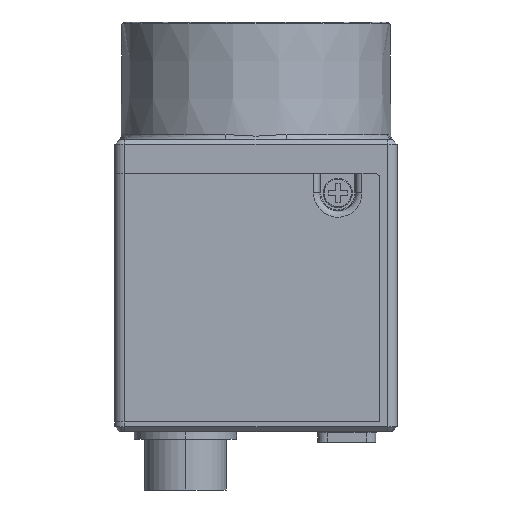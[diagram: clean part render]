
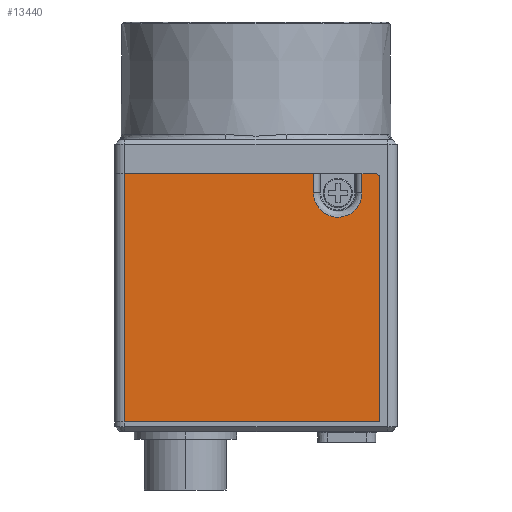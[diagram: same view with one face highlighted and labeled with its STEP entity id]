
A CAD part, left-side view. The second image highlights one B-rep face of the part: STEP entity #13440.
In plain terms, the highlighted planar face has unit normal (-1, 0, 0).
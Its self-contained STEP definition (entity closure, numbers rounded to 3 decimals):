
#2 = VECTOR ( 'NONE', #14278, 1000. ) ;
#612 = ORIENTED_EDGE ( 'NONE', *, *, #8502, .F. ) ;
#723 = DIRECTION ( 'NONE',  ( 0., 0., -1. ) ) ;
#881 = VERTEX_POINT ( 'NONE', #8895 ) ;
#966 = CARTESIAN_POINT ( 'NONE',  ( -14.5, -12.7, 9.132 ) ) ;
#1131 = VECTOR ( 'NONE', #8646, 1000. ) ;
#1154 = CARTESIAN_POINT ( 'NONE',  ( -14.5, -5.915, 7.382 ) ) ;
#1643 = CARTESIAN_POINT ( 'NONE',  ( -14.5, -10.885, 9.132 ) ) ;
#1696 = ORIENTED_EDGE ( 'NONE', *, *, #11253, .F. ) ;
#1701 = LINE ( 'NONE', #11623, #4928 ) ;
#1965 = AXIS2_PLACEMENT_3D ( 'NONE', #15155, #11590, #723 ) ;
#2040 = DIRECTION ( 'NONE',  ( 0., 0., 1. ) ) ;
#2167 = CARTESIAN_POINT ( 'NONE',  ( -14.5, -5.915, 7.382 ) ) ;
#2243 = LINE ( 'NONE', #966, #2730 ) ;
#2251 = DIRECTION ( 'NONE',  ( 0., 0., -1. ) ) ;
#2666 = ORIENTED_EDGE ( 'NONE', *, *, #8657, .F. ) ;
#2730 = VECTOR ( 'NONE', #11761, 1000. ) ;
#2755 = ORIENTED_EDGE ( 'NONE', *, *, #10575, .F. ) ;
#2757 = VECTOR ( 'NONE', #8442, 1000. ) ;
#2893 = DIRECTION ( 'NONE',  ( 0., 0., -1. ) ) ;
#3141 = VERTEX_POINT ( 'NONE', #15172 ) ;
#3179 = PLANE ( 'NONE',  #1965 ) ;
#3373 = CARTESIAN_POINT ( 'NONE',  ( -14.5, 13.5, 9.132 ) ) ;
#3735 = LINE ( 'NONE', #8719, #1131 ) ;
#3931 = VERTEX_POINT ( 'NONE', #12436 ) ;
#4097 = VERTEX_POINT ( 'NONE', #8069 ) ;
#4226 = AXIS2_PLACEMENT_3D ( 'NONE', #7393, #13117, #2251 ) ;
#4384 = CARTESIAN_POINT ( 'NONE',  ( -14.5, -10.885, 7.382 ) ) ;
#4546 =( BOUNDED_CURVE ( )  B_SPLINE_CURVE ( 3, ( #2167, #12718, #8112, #4384 ),
 .UNSPECIFIED., .F., .T. ) 
 B_SPLINE_CURVE_WITH_KNOTS ( ( 4, 4 ),
 ( 0., 1. ),
 .UNSPECIFIED. ) 
 CURVE ( )  GEOMETRIC_REPRESENTATION_ITEM ( )  RATIONAL_B_SPLINE_CURVE ( ( 1., 0.333, 0.333, 1. ) ) 
 REPRESENTATION_ITEM ( '' )  );
#4548 = ORIENTED_EDGE ( 'NONE', *, *, #9640, .F. ) ;
#4687 = CARTESIAN_POINT ( 'NONE',  ( -14.5, -5.915, 9.382 ) ) ;
#4928 = VECTOR ( 'NONE', #2893, 1000. ) ;
#5852 = LINE ( 'NONE', #14182, #8758 ) ;
#6083 = CARTESIAN_POINT ( 'NONE',  ( -14.5, 13.5, 9.382 ) ) ;
#7005 = VERTEX_POINT ( 'NONE', #9776 ) ;
#7393 = CARTESIAN_POINT ( 'NONE',  ( -14.5, -12.2, 8.882 ) ) ;
#8069 = CARTESIAN_POINT ( 'NONE',  ( -14.5, -12.2, 9.382 ) ) ;
#8112 = CARTESIAN_POINT ( 'NONE',  ( -14.5, -10.885, 2.412 ) ) ;
#8413 = VERTEX_POINT ( 'NONE', #4687 ) ;
#8442 = DIRECTION ( 'NONE',  ( 0., 0., 1. ) ) ;
#8502 = EDGE_CURVE ( 'NONE', #7005, #4097, #3735, .T. ) ;
#8646 = DIRECTION ( 'NONE',  ( 0., -1., 0. ) ) ;
#8657 = EDGE_CURVE ( 'NONE', #3141, #7005, #12512, .T. ) ;
#8719 = CARTESIAN_POINT ( 'NONE',  ( -14.5, -12.5, 9.382 ) ) ;
#8758 = VECTOR ( 'NONE', #13155, 1000. ) ;
#8895 = CARTESIAN_POINT ( 'NONE',  ( -14.5, -12.7, 8.882 ) ) ;
#9071 = EDGE_CURVE ( 'NONE', #8413, #15374, #1701, .T. ) ;
#9174 = VERTEX_POINT ( 'NONE', #12809 ) ;
#9396 = LINE ( 'NONE', #3373, #2757 ) ;
#9436 = CARTESIAN_POINT ( 'NONE',  ( -14.5, -12.5, -16.118 ) ) ;
#9640 = EDGE_CURVE ( 'NONE', #881, #3931, #2243, .T. ) ;
#9776 = CARTESIAN_POINT ( 'NONE',  ( -14.5, -10.885, 9.382 ) ) ;
#9921 = ORIENTED_EDGE ( 'NONE', *, *, #12325, .F. ) ;
#9981 = VECTOR ( 'NONE', #2040, 1000. ) ;
#10575 = EDGE_CURVE ( 'NONE', #9174, #11458, #9396, .T. ) ;
#10631 = LINE ( 'NONE', #9436, #2 ) ;
#11064 = CIRCLE ( 'NONE', #4226, 0.5 ) ;
#11253 = EDGE_CURVE ( 'NONE', #3931, #9174, #10631, .T. ) ;
#11458 = VERTEX_POINT ( 'NONE', #6083 ) ;
#11590 = DIRECTION ( 'NONE',  ( 1., 0., 0. ) ) ;
#11623 = CARTESIAN_POINT ( 'NONE',  ( -14.5, -5.915, 9.132 ) ) ;
#11669 = FACE_OUTER_BOUND ( 'NONE', #13043, .T. ) ;
#11761 = DIRECTION ( 'NONE',  ( 0., 0., -1. ) ) ;
#11776 = ORIENTED_EDGE ( 'NONE', *, *, #13214, .F. ) ;
#12325 = EDGE_CURVE ( 'NONE', #11458, #8413, #5852, .T. ) ;
#12436 = CARTESIAN_POINT ( 'NONE',  ( -14.5, -12.7, -16.118 ) ) ;
#12512 = LINE ( 'NONE', #1643, #9981 ) ;
#12548 = ORIENTED_EDGE ( 'NONE', *, *, #13038, .F. ) ;
#12718 = CARTESIAN_POINT ( 'NONE',  ( -14.5, -5.915, 2.412 ) ) ;
#12809 = CARTESIAN_POINT ( 'NONE',  ( -14.5, 13.5, -16.118 ) ) ;
#13038 = EDGE_CURVE ( 'NONE', #15374, #3141, #4546, .T. ) ;
#13043 = EDGE_LOOP ( 'NONE', ( #9921, #2755, #1696, #4548, #11776, #612, #2666, #12548, #14091 ) ) ;
#13117 = DIRECTION ( 'NONE',  ( 1., 0., 0. ) ) ;
#13155 = DIRECTION ( 'NONE',  ( 0., -1., 0. ) ) ;
#13214 = EDGE_CURVE ( 'NONE', #4097, #881, #11064, .T. ) ;
#13440 = ADVANCED_FACE ( 'NONE', ( #11669 ), #3179, .F. ) ;
#14091 = ORIENTED_EDGE ( 'NONE', *, *, #9071, .F. ) ;
#14182 = CARTESIAN_POINT ( 'NONE',  ( -14.5, -12.5, 9.382 ) ) ;
#14278 = DIRECTION ( 'NONE',  ( 0., 1., 0. ) ) ;
#15155 = CARTESIAN_POINT ( 'NONE',  ( -14.5, -12.5, 9.132 ) ) ;
#15172 = CARTESIAN_POINT ( 'NONE',  ( -14.5, -10.885, 7.382 ) ) ;
#15374 = VERTEX_POINT ( 'NONE', #1154 ) ;
